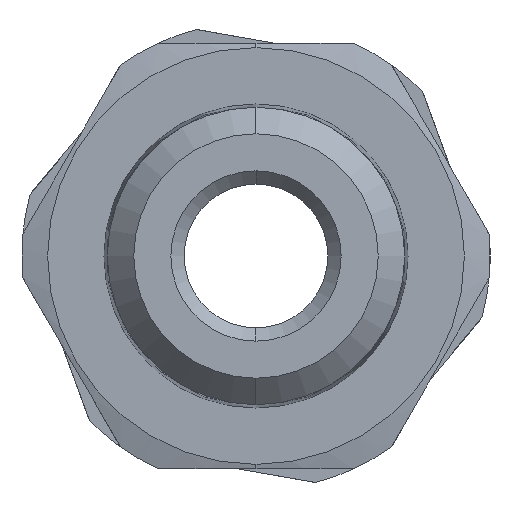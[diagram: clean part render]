
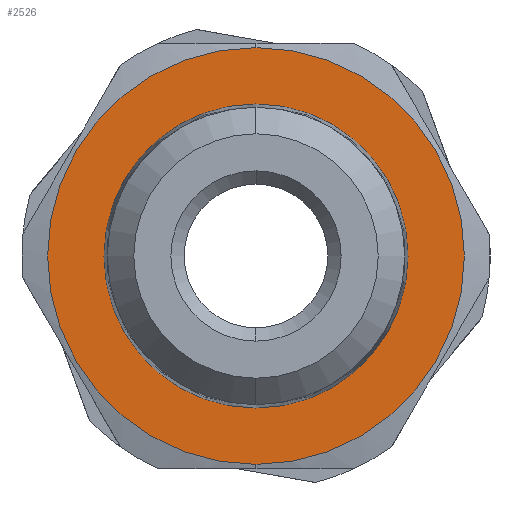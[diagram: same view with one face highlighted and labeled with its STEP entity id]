
A CAD part, left-side view. The second image highlights one B-rep face of the part: STEP entity #2526.
In plain terms, the highlighted planar face has unit normal (-1, 0, 0).
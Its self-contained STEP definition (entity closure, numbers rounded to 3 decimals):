
#79 = FACE_BOUND ( 'NONE', #2592, .T. ) ;
#245 = VERTEX_POINT ( 'NONE', #2745 ) ;
#426 = CARTESIAN_POINT ( 'NONE',  ( 15.6, 8.575, 0. ) ) ;
#539 = AXIS2_PLACEMENT_3D ( 'NONE', #2469, #887, #2501 ) ;
#541 = CIRCLE ( 'NONE', #593, 11.75 ) ;
#593 = AXIS2_PLACEMENT_3D ( 'NONE', #3439, #1273, #3215 ) ;
#887 = DIRECTION ( 'NONE',  ( -1., 0., 0. ) ) ;
#979 = CIRCLE ( 'NONE', #1912, 11.75 ) ;
#1041 = VERTEX_POINT ( 'NONE', #3274 ) ;
#1069 = CARTESIAN_POINT ( 'NONE',  ( 15.6, 0., 0. ) ) ;
#1182 = CARTESIAN_POINT ( 'NONE',  ( 15.6, 0., 0. ) ) ;
#1190 = PLANE ( 'NONE',  #3214 ) ;
#1235 = EDGE_CURVE ( 'NONE', #1041, #1683, #2394, .T. ) ;
#1273 = DIRECTION ( 'NONE',  ( -1., 0., 0. ) ) ;
#1408 = DIRECTION ( 'NONE',  ( -1., 0., 0. ) ) ;
#1489 = ORIENTED_EDGE ( 'NONE', *, *, #1951, .F. ) ;
#1593 = AXIS2_PLACEMENT_3D ( 'NONE', #1182, #1408, #3349 ) ;
#1683 = VERTEX_POINT ( 'NONE', #2248 ) ;
#1825 = EDGE_LOOP ( 'NONE', ( #2016, #3393 ) ) ;
#1912 = AXIS2_PLACEMENT_3D ( 'NONE', #1069, #2980, #2136 ) ;
#1951 = EDGE_CURVE ( 'NONE', #1683, #1041, #2702, .T. ) ;
#2016 = ORIENTED_EDGE ( 'NONE', *, *, #2770, .T. ) ;
#2136 = DIRECTION ( 'NONE',  ( 0., 0., 1. ) ) ;
#2163 = FACE_OUTER_BOUND ( 'NONE', #1825, .T. ) ;
#2196 = VERTEX_POINT ( 'NONE', #2861 ) ;
#2248 = CARTESIAN_POINT ( 'NONE',  ( 15.6, 0., 8.575 ) ) ;
#2293 = DIRECTION ( 'NONE',  ( -1., 0., 0. ) ) ;
#2394 = CIRCLE ( 'NONE', #1593, 8.575 ) ;
#2422 = ORIENTED_EDGE ( 'NONE', *, *, #1235, .F. ) ;
#2469 = CARTESIAN_POINT ( 'NONE',  ( 15.6, 0., 0. ) ) ;
#2501 = DIRECTION ( 'NONE',  ( 0., 0., 1. ) ) ;
#2526 = ADVANCED_FACE ( 'NONE', ( #79, #2163 ), #1190, .T. ) ;
#2588 = DIRECTION ( 'NONE',  ( 0., 0., 1. ) ) ;
#2592 = EDGE_LOOP ( 'NONE', ( #1489, #2422 ) ) ;
#2603 = EDGE_CURVE ( 'NONE', #2196, #245, #541, .T. ) ;
#2702 = CIRCLE ( 'NONE', #539, 8.575 ) ;
#2745 = CARTESIAN_POINT ( 'NONE',  ( 15.6, 0., -11.75 ) ) ;
#2770 = EDGE_CURVE ( 'NONE', #245, #2196, #979, .T. ) ;
#2861 = CARTESIAN_POINT ( 'NONE',  ( 15.6, 0., 11.75 ) ) ;
#2980 = DIRECTION ( 'NONE',  ( -1., 0., 0. ) ) ;
#3214 = AXIS2_PLACEMENT_3D ( 'NONE', #426, #2293, #2588 ) ;
#3215 = DIRECTION ( 'NONE',  ( 0., 0., 1. ) ) ;
#3274 = CARTESIAN_POINT ( 'NONE',  ( 15.6, 0., -8.575 ) ) ;
#3349 = DIRECTION ( 'NONE',  ( 0., 0., 1. ) ) ;
#3393 = ORIENTED_EDGE ( 'NONE', *, *, #2603, .T. ) ;
#3439 = CARTESIAN_POINT ( 'NONE',  ( 15.6, 0., 0. ) ) ;
